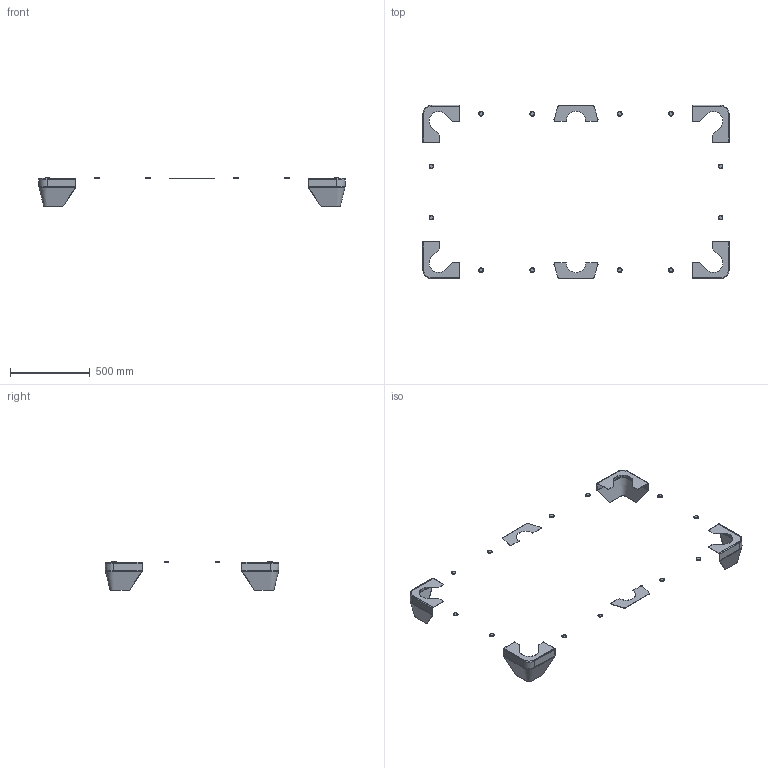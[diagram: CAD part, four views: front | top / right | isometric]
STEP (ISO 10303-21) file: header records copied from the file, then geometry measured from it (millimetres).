
FILE_DESCRIPTION (( 'STEP AP203' ), '1' );
FILE_NAME ('Nakladki.STEP', '2019-01-26T13:16:11', ( '' ), ( '' ), 'SwSTEP 2.0', 'SolidWorks 2017', '' );
FILE_SCHEMA (( 'CONFIG_CONTROL_DESIGN' ));
Length unit declared in the file: millimetre
Products named in the file (1): Nakladki
Bounding box: 1914 x 1084 x 179 mm (x, y, z)
Volume: 827535.8 mm3; surface area: 827752.7 mm2
Topology: 18 solids, 18 shells, 220 faces, 512 edges, 328 vertices
Faces by surface type: plane 102, cylinder 66, torus 32, bspline 20
Entity records: 7991 total; most frequent: CARTESIAN_POINT 2873, DIRECTION 1082, ORIENTED_EDGE 1024, EDGE_CURVE 512, AXIS2_PLACEMENT_3D 405, VERTEX_POINT 328, VECTOR 272, LINE 272
